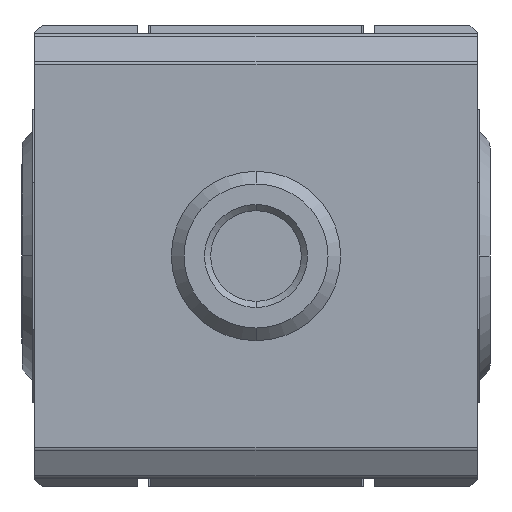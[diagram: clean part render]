
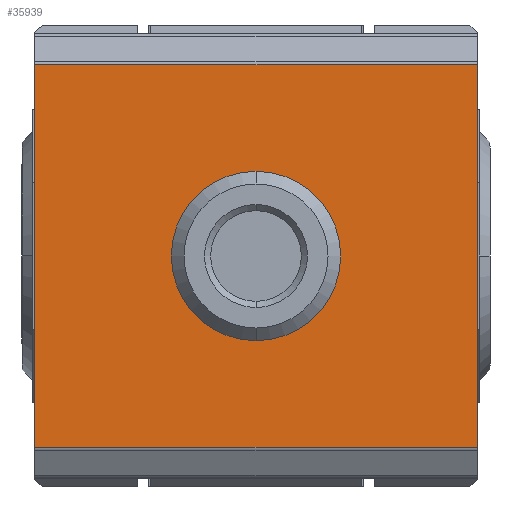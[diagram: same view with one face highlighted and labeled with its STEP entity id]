
A CAD part, front view. The second image highlights one B-rep face of the part: STEP entity #35939.
In plain terms, the highlighted planar face has unit normal (0, -1, 0).
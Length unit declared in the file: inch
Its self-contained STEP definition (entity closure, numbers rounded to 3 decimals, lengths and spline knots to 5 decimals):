
#602 = ORIENTED_EDGE ( 'NONE', *, *, #8309, .F. ) ;
#686 = VERTEX_POINT ( 'NONE', #14995 ) ;
#826 = AXIS2_PLACEMENT_3D ( 'NONE', #29721, #24017, #11681 ) ;
#3348 = CARTESIAN_POINT ( 'NONE',  ( 0.82283, -1.00787, 0.71021 ) ) ;
#3989 = ORIENTED_EDGE ( 'NONE', *, *, #32670, .F. ) ;
#4061 = ORIENTED_EDGE ( 'NONE', *, *, #9444, .F. ) ;
#4231 = FACE_BOUND ( 'NONE', #33431, .T. ) ;
#4938 = VECTOR ( 'NONE', #8298, 39.37008 ) ;
#4981 = FACE_OUTER_BOUND ( 'NONE', #7862, .T. ) ;
#7724 = VECTOR ( 'NONE', #23687, 39.37008 ) ;
#7862 = EDGE_LOOP ( 'NONE', ( #29235, #4061, #29002, #34815 ) ) ;
#8181 = CARTESIAN_POINT ( 'NONE',  ( 0.82283, -1.00787, -0.71021 ) ) ;
#8298 = DIRECTION ( 'NONE',  ( 0., 0., -1. ) ) ;
#8309 = EDGE_CURVE ( 'NONE', #36640, #25135, #34228, .T. ) ;
#9444 = EDGE_CURVE ( 'NONE', #36246, #35916, #9946, .T. ) ;
#9946 = LINE ( 'NONE', #32558, #33049 ) ;
#10319 = PLANE ( 'NONE',  #21535 ) ;
#10775 = LINE ( 'NONE', #31105, #4938 ) ;
#10818 = VERTEX_POINT ( 'NONE', #24626 ) ;
#11029 = DIRECTION ( 'NONE',  ( -1., 0., 0. ) ) ;
#11681 = DIRECTION ( 'NONE',  ( 0., 0., -1. ) ) ;
#14804 = EDGE_CURVE ( 'NONE', #35916, #10818, #31915, .T. ) ;
#14995 = CARTESIAN_POINT ( 'NONE',  ( -0.82283, -1.00787, 0.71021 ) ) ;
#15404 = EDGE_CURVE ( 'NONE', #686, #36246, #35282, .T. ) ;
#16581 = CARTESIAN_POINT ( 'NONE',  ( 0.82283, -1.00787, 0.71021 ) ) ;
#18782 = CARTESIAN_POINT ( 'NONE',  ( 0., -1.00787, 0.31496 ) ) ;
#19337 = EDGE_CURVE ( 'NONE', #686, #10818, #10775, .T. ) ;
#19416 = VECTOR ( 'NONE', #11029, 39.37008 ) ;
#20124 = CIRCLE ( 'NONE', #22532, 0.31496 ) ;
#20194 = CARTESIAN_POINT ( 'NONE',  ( 0., -1.00787, 0. ) ) ;
#20561 = DIRECTION ( 'NONE',  ( 0., 0., -1. ) ) ;
#21535 = AXIS2_PLACEMENT_3D ( 'NONE', #16581, #21712, #34062 ) ;
#21712 = DIRECTION ( 'NONE',  ( 0., 1., 0. ) ) ;
#22532 = AXIS2_PLACEMENT_3D ( 'NONE', #20194, #28753, #20561 ) ;
#23687 = DIRECTION ( 'NONE',  ( 1., 0., 0. ) ) ;
#23888 = CARTESIAN_POINT ( 'NONE',  ( 0., -1.00787, -0.31496 ) ) ;
#24017 = DIRECTION ( 'NONE',  ( 0., -1., 0. ) ) ;
#24626 = CARTESIAN_POINT ( 'NONE',  ( -0.82283, -1.00787, -0.71021 ) ) ;
#25135 = VERTEX_POINT ( 'NONE', #23888 ) ;
#26669 = DIRECTION ( 'NONE',  ( 0., 0., -1. ) ) ;
#27986 = CARTESIAN_POINT ( 'NONE',  ( 0.82283, -1.00787, -0.71021 ) ) ;
#28753 = DIRECTION ( 'NONE',  ( 0., -1., 0. ) ) ;
#29002 = ORIENTED_EDGE ( 'NONE', *, *, #15404, .F. ) ;
#29235 = ORIENTED_EDGE ( 'NONE', *, *, #14804, .F. ) ;
#29721 = CARTESIAN_POINT ( 'NONE',  ( 0., -1.00787, 0. ) ) ;
#31105 = CARTESIAN_POINT ( 'NONE',  ( -0.82283, -1.00787, 0.80315 ) ) ;
#31915 = LINE ( 'NONE', #8181, #19416 ) ;
#32558 = CARTESIAN_POINT ( 'NONE',  ( 0.82283, -1.00787, 0.80315 ) ) ;
#32670 = EDGE_CURVE ( 'NONE', #25135, #36640, #20124, .T. ) ;
#33049 = VECTOR ( 'NONE', #26669, 39.37008 ) ;
#33431 = EDGE_LOOP ( 'NONE', ( #3989, #602 ) ) ;
#34062 = DIRECTION ( 'NONE',  ( 0., 0., 1. ) ) ;
#34228 = CIRCLE ( 'NONE', #826, 0.31496 ) ;
#34815 = ORIENTED_EDGE ( 'NONE', *, *, #19337, .T. ) ;
#35282 = LINE ( 'NONE', #3348, #7724 ) ;
#35916 = VERTEX_POINT ( 'NONE', #27986 ) ;
#35939 = ADVANCED_FACE ( 'NONE', ( #4981, #4231 ), #10319, .F. ) ;
#36246 = VERTEX_POINT ( 'NONE', #37623 ) ;
#36640 = VERTEX_POINT ( 'NONE', #18782 ) ;
#37623 = CARTESIAN_POINT ( 'NONE',  ( 0.82283, -1.00787, 0.71021 ) ) ;
